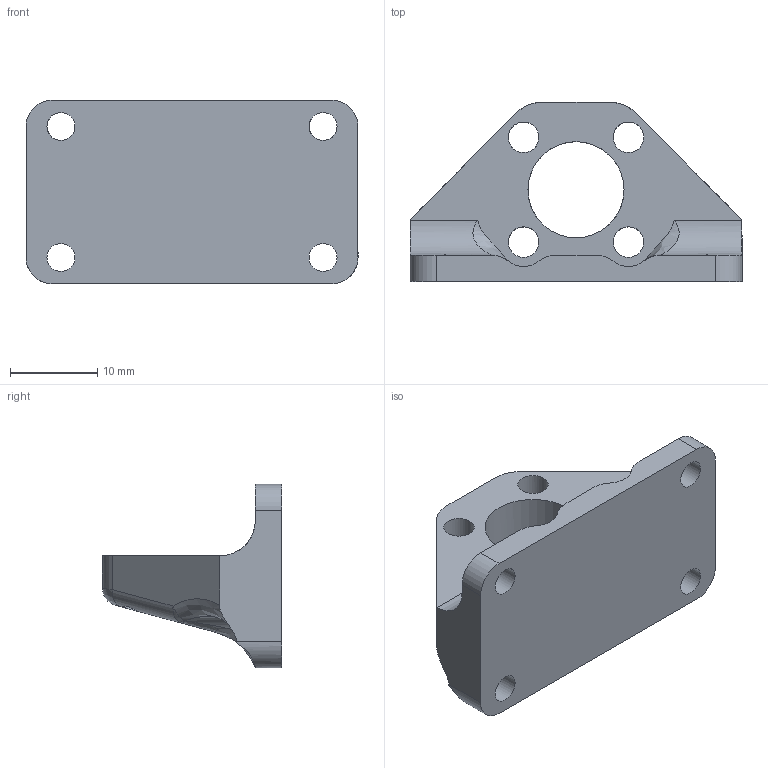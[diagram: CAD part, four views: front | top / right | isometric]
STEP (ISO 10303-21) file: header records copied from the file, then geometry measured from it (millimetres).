
FILE_DESCRIPTION(/* description */ (''),/* implementation_level */ '2;1');
FILE_NAME(/* name */ 'Z axis nut holder.step',/* time_stamp */ '2021-07-01T06:33:25+02:00',/* author */ (''),/* organization */ (''),/* preprocessor_version */ 'ST-DEVELOPER v18.1',/* originating_system */ 'Autodesk Translation Framework v10.9.0.1377',/* authorisation */ '');
FILE_SCHEMA (('AUTOMOTIVE_DESIGN { 1 0 10303 214 3 1 1 }'));
Length unit declared in the file: millimetre
Products named in the file (1): Z Axis Nut Holder
Bounding box: 38 x 20.5 x 21 mm (x, y, z)
Volume: 4918.3 mm3; surface area: 3329.5 mm2
Topology: 1 solids, 1 shells, 82 faces, 243 edges, 153 vertices
Faces by surface type: cylinder 37, bspline 27, plane 18
Full cylindrical faces by diameter (mm): 3.2 x4, 3.5 x4, 11 x1
Entity records: 4082 total; most frequent: CARTESIAN_POINT 1983, ORIENTED_EDGE 478, DIRECTION 377, EDGE_CURVE 239, VERTEX_POINT 153, AXIS2_PLACEMENT_3D 151, EDGE_LOOP 94, FACE_OUTER_BOUND 82
